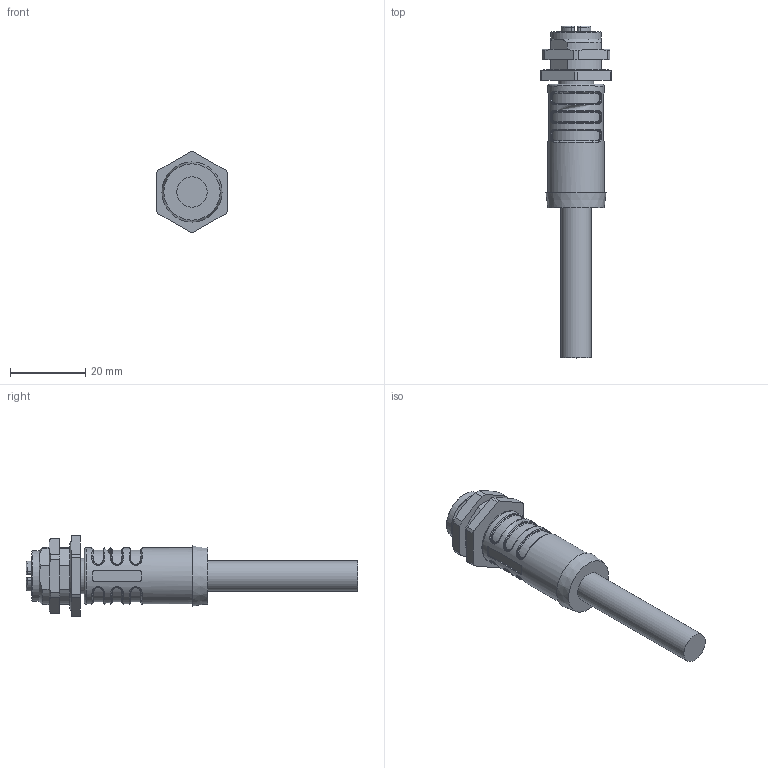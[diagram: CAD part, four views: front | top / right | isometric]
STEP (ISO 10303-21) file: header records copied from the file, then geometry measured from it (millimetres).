
FILE_DESCRIPTION(/* description */ (''),/* implementation_level */ '2;1');
FILE_NAME(/* name */ 'IE-FKFDSX8_066-m_S403X.stp',/* time_stamp */ '2016-02-10T08:23:54+01:00',/* author */ (''),/* organization */ (''),/* preprocessor_version */ 'ST-DEVELOPER v16',/* originating_system */ 'SIEMENS PLM Software NX 10.0',/* authorisation */ '');
FILE_SCHEMA (('AUTOMOTIVE_DESIGN { 1 0 10303 214 3 1 1 1 }'));
Length unit declared in the file: millimetre
Products named in the file (1): IE-FKFDSX8_066-L
Bounding box: 19 x 88.5 x 21.5 mm (x, y, z)
Volume: 10279 mm3; surface area: 5305.4 mm2
Topology: 1 solids, 1 shells, 349 faces, 856 edges, 534 vertices
Faces by surface type: cylinder 139, plane 120, torus 39, bspline 37, cone 14
Full cylindrical faces by diameter (mm): 0.725 x8, 1.3 x8, 8.1 x1, 9.4 x1, 10.92 x1, 13.4 x1, 15 x1, 15.6 x1
Entity records: 11485 total; most frequent: CARTESIAN_POINT 3457, DIRECTION 1709, ORIENTED_EDGE 1628, EDGE_CURVE 814, AXIS2_PLACEMENT_3D 678, VERTEX_POINT 522, EDGE_LOOP 412, LINE 353
